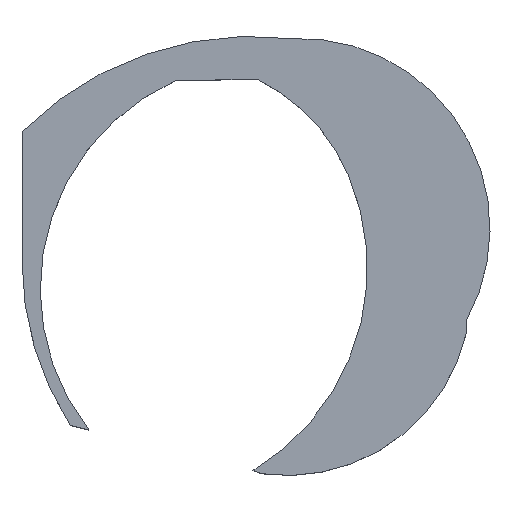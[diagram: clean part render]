
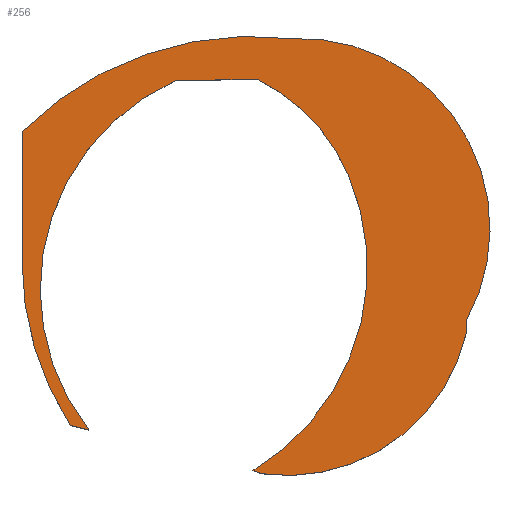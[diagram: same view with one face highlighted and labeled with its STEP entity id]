
A CAD part, top view. The second image highlights one B-rep face of the part: STEP entity #256.
In plain terms, the highlighted planar face has unit normal (0, 0, 1).
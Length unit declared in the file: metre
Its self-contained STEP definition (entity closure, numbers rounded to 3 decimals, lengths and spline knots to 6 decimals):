
#17=PLANE('',#297);
#24=LINE('',#400,#46);
#28=LINE('',#412,#50);
#33=LINE('',#430,#55);
#37=LINE('',#442,#59);
#40=LINE('',#451,#62);
#46=VECTOR('',#320,1.);
#50=VECTOR('',#332,1.);
#55=VECTOR('',#351,1.);
#59=VECTOR('',#363,1.);
#62=VECTOR('',#374,1.);
#111=ORIENTED_EDGE('',*,*,#137,.F.);
#112=ORIENTED_EDGE('',*,*,#141,.F.);
#113=ORIENTED_EDGE('',*,*,#144,.F.);
#114=ORIENTED_EDGE('',*,*,#147,.T.);
#115=ORIENTED_EDGE('',*,*,#150,.T.);
#116=ORIENTED_EDGE('',*,*,#153,.T.);
#117=ORIENTED_EDGE('',*,*,#156,.T.);
#118=ORIENTED_EDGE('',*,*,#159,.F.);
#119=ORIENTED_EDGE('',*,*,#162,.T.);
#120=ORIENTED_EDGE('',*,*,#165,.F.);
#121=ORIENTED_EDGE('',*,*,#168,.F.);
#122=ORIENTED_EDGE('',*,*,#170,.T.);
#137=EDGE_CURVE('',#173,#174,#196,.T.);
#141=EDGE_CURVE('',#176,#173,#198,.T.);
#144=EDGE_CURVE('',#178,#176,#24,.T.);
#147=EDGE_CURVE('',#178,#180,#200,.T.);
#150=EDGE_CURVE('',#180,#182,#28,.T.);
#153=EDGE_CURVE('',#182,#184,#202,.T.);
#156=EDGE_CURVE('',#184,#186,#204,.T.);
#159=EDGE_CURVE('',#188,#186,#33,.T.);
#162=EDGE_CURVE('',#188,#190,#206,.T.);
#165=EDGE_CURVE('',#192,#190,#37,.T.);
#168=EDGE_CURVE('',#194,#192,#208,.T.);
#170=EDGE_CURVE('',#194,#174,#40,.T.);
#173=VERTEX_POINT('',#385);
#174=VERTEX_POINT('',#387);
#176=VERTEX_POINT('',#393);
#178=VERTEX_POINT('',#399);
#180=VERTEX_POINT('',#405);
#182=VERTEX_POINT('',#411);
#184=VERTEX_POINT('',#417);
#186=VERTEX_POINT('',#423);
#188=VERTEX_POINT('',#429);
#190=VERTEX_POINT('',#435);
#192=VERTEX_POINT('',#441);
#194=VERTEX_POINT('',#447);
#196=CIRCLE('',#273,0.00474);
#198=CIRCLE('',#276,0.005913);
#200=CIRCLE('',#280,0.004613);
#202=CIRCLE('',#284,0.004761);
#204=CIRCLE('',#287,0.008183);
#206=CIRCLE('',#291,0.00755);
#208=CIRCLE('',#295,0.005715);
#221=EDGE_LOOP('',(#111,#112,#113,#114,#115,#116,#117,#118,#119,#120,#121,
#122));
#235=FACE_BOUND('',#221,.T.);
#256=ADVANCED_FACE('',(#235),#17,.T.);
#273=AXIS2_PLACEMENT_3D('',#386,#306,#307);
#276=AXIS2_PLACEMENT_3D('',#394,#314,#315);
#280=AXIS2_PLACEMENT_3D('',#406,#326,#327);
#284=AXIS2_PLACEMENT_3D('',#418,#338,#339);
#287=AXIS2_PLACEMENT_3D('',#424,#345,#346);
#291=AXIS2_PLACEMENT_3D('',#436,#357,#358);
#295=AXIS2_PLACEMENT_3D('',#448,#369,#370);
#297=AXIS2_PLACEMENT_3D('',#452,#375,#376);
#306=DIRECTION('',(0.,0.,1.));
#307=DIRECTION('',(1.,0.,0.));
#314=DIRECTION('',(0.,0.,1.));
#315=DIRECTION('',(1.,0.,0.));
#320=DIRECTION('',(-0.938,0.347,0.));
#326=DIRECTION('',(0.,0.,1.));
#327=DIRECTION('',(1.,0.,0.));
#332=DIRECTION('',(0.,1.,0.));
#338=DIRECTION('',(0.,0.,1.));
#339=DIRECTION('',(1.,0.,0.));
#345=DIRECTION('',(0.,0.,1.));
#346=DIRECTION('',(1.,0.,0.));
#351=DIRECTION('',(0.,1.,0.));
#357=DIRECTION('',(0.,0.,1.));
#358=DIRECTION('',(1.,0.,0.));
#363=DIRECTION('',(-0.971,0.239,0.));
#369=DIRECTION('',(0.,0.,1.));
#370=DIRECTION('',(1.,0.,0.));
#374=DIRECTION('',(1.,0.017,0.));
#375=DIRECTION('',(0.,0.,1.));
#376=DIRECTION('',(1.,0.,0.));
#385=CARTESIAN_POINT('',(0.015378,0.049462,0.0015));
#386=CARTESIAN_POINT('',(0.011025,0.047585,0.0015));
#387=CARTESIAN_POINT('',(0.013108,0.051843,0.0015));
#393=CARTESIAN_POINT('',(0.012999,0.042055,0.0015));
#394=CARTESIAN_POINT('',(0.009948,0.04712,0.0015));
#399=CARTESIAN_POINT('',(0.013216,0.041975,0.0015));
#400=CARTESIAN_POINT('',(0.013107,0.042015,0.0015));
#405=CARTESIAN_POINT('',(0.018335,0.045475,0.0015));
#406=CARTESIAN_POINT('',(0.013848,0.046544,0.0015));
#411=CARTESIAN_POINT('',(0.018335,0.045801,0.0015));
#412=CARTESIAN_POINT('',(0.018335,0.045638,0.0015));
#417=CARTESIAN_POINT('',(0.013964,0.052861,0.0015));
#418=CARTESIAN_POINT('',(0.014168,0.048104,0.0015));
#423=CARTESIAN_POINT('',(0.007222,0.050537,0.0015));
#424=CARTESIAN_POINT('',(0.012993,0.044736,0.0015));
#429=CARTESIAN_POINT('',(0.007222,0.047284,0.0015));
#430=CARTESIAN_POINT('',(0.007222,0.04891,0.0015));
#435=CARTESIAN_POINT('',(0.008432,0.043183,0.0015));
#436=CARTESIAN_POINT('',(0.014772,0.047284,0.0015));
#441=CARTESIAN_POINT('',(0.00889,0.043071,0.0015));
#442=CARTESIAN_POINT('',(0.008661,0.043127,0.0015));
#447=CARTESIAN_POINT('',(0.011058,0.051808,0.0015));
#448=CARTESIAN_POINT('',(0.013392,0.046591,0.0015));
#451=CARTESIAN_POINT('',(0.011078,0.051809,0.0015));
#452=CARTESIAN_POINT('',(-0.000463,0.034297,0.0015));
